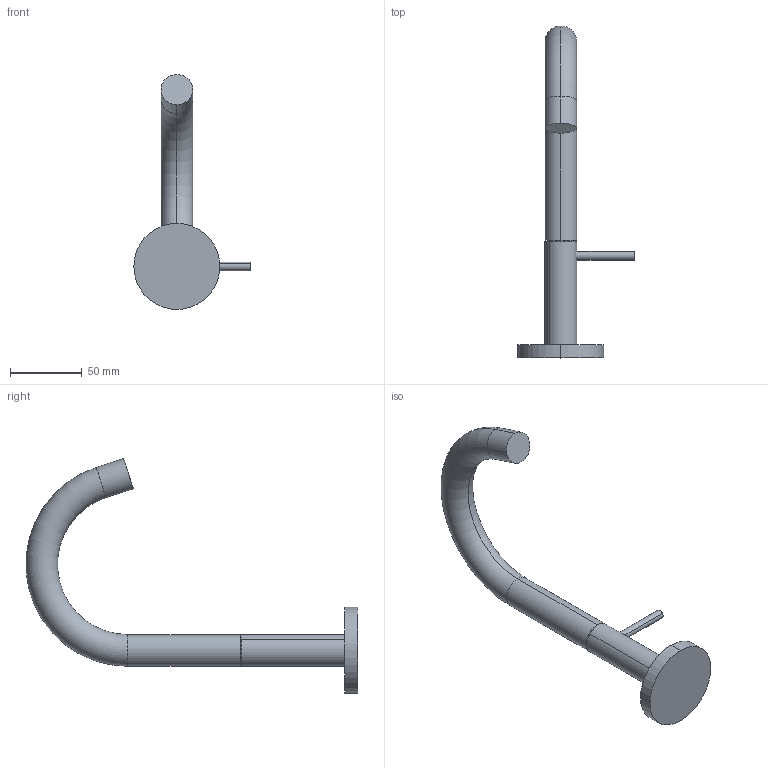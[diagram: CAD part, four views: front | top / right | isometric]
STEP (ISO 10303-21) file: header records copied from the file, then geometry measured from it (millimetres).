
FILE_DESCRIPTION (( 'STEP AP214' ), '1' );
FILE_NAME ('17500662.STEP', '2022-01-06T10:42:51', ( '' ), ( '' ), 'SwSTEP 2.0', 'SolidWorks 2020', '' );
FILE_SCHEMA (( 'AUTOMOTIVE_DESIGN' ));
Length unit declared in the file: millimetre
Products named in the file (7): Planungsmodell_Rosette-+-09.27.66.019.90-1; Planungsmodell_Rohr_gerade-+-28.568.780-10_ _K442_6,1x42; Planungsmodell_Rohr_gerade-+-28.568.780-10_ _K441_22,2x71,9; Planungsmodell_Rohr_gerade-+-28.568.780-10_ _K443_19x0,7; Planungsmodell_Hebel-+-04.20.66.023.00-1; 17500662; Planungsmodell_Auslauf-+-09.28.22.387.90-1
Assembly tree (6 placements, depth 3):
  17500662
    Planungsmodell_Rosette-+-09.27.66.019.90-1
    Planungsmodell_Hebel-+-04.20.66.023.00-1
      Planungsmodell_Rohr_gerade-+-28.568.780-10_ _K442_6,1x42
      Planungsmodell_Rohr_gerade-+-28.568.780-10_ _K441_22,2x71,9
    Planungsmodell_Auslauf-+-09.28.22.387.90-1
    Planungsmodell_Rohr_gerade-+-28.568.780-10_ _K443_19x0,7
Bounding box: 81.11 x 231.26 x 163.75 mm (x, y, z)
Volume: 158411.6 mm3; surface area: 34053.1 mm2
Topology: 5 solids, 5 shells, 24 faces, 38 edges, 24 vertices
Faces by surface type: cylinder 12, plane 10, torus 2
Entity records: 857 total; most frequent: DIRECTION 132, CARTESIAN_POINT 96, ORIENTED_EDGE 76, AXIS2_PLACEMENT_3D 60, EDGE_CURVE 38, CIRCLE 26, FACE_OUTER_BOUND 24, VERTEX_POINT 24
